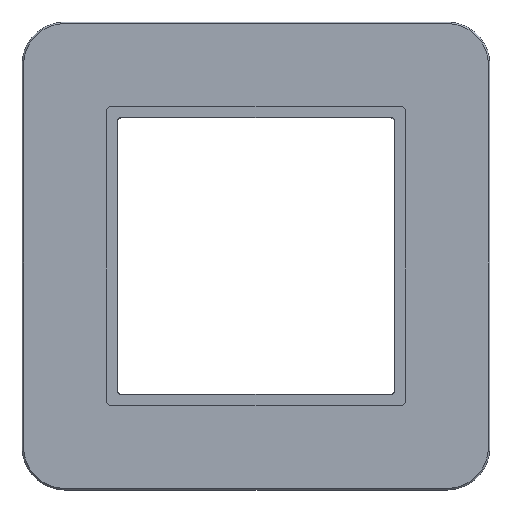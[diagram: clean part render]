
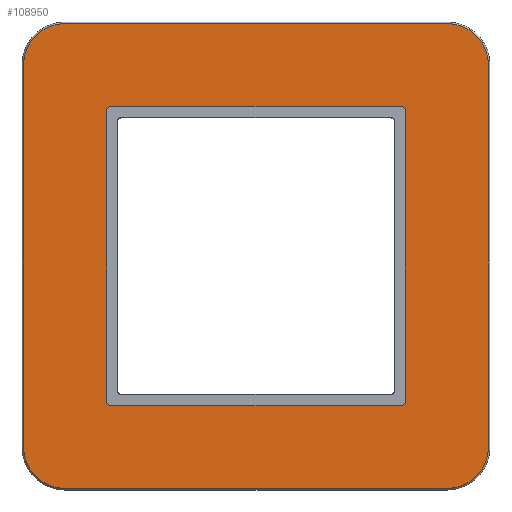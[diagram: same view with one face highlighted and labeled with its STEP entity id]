
A CAD part, top view. The second image highlights one B-rep face of the part: STEP entity #108950.
In plain terms, the highlighted face is planar.
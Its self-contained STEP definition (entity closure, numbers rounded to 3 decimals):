
#108411=DIRECTION('',(0.,0.,-1.));
#108412=VECTOR('',#108411,54.6);
#108413=CARTESIAN_POINT('',(28.1,10.,27.3));
#108414=LINE('6853',#108413,#108412);
#108418=CARTESIAN_POINT('',(27.3,10.,-27.3));
#108419=DIRECTION('',(0.,-1.,0.));
#108420=DIRECTION('',(0.,0.,-1.));
#108421=AXIS2_PLACEMENT_3D('',#108418,#108419,#108420);
#108426=DIRECTION('',(-1.,0.,0.));
#108427=VECTOR('',#108426,54.6);
#108428=CARTESIAN_POINT('',(27.3,10.,-28.1));
#108429=LINE('6854',#108428,#108427);
#108433=CARTESIAN_POINT('',(-27.3,10.,-27.3));
#108434=DIRECTION('',(0.,-1.,0.));
#108435=DIRECTION('',(-1.,0.,0.));
#108436=AXIS2_PLACEMENT_3D('',#108433,#108434,#108435);
#108441=DIRECTION('',(0.,0.,1.));
#108442=VECTOR('',#108441,54.6);
#108443=CARTESIAN_POINT('',(-28.1,10.,-27.3));
#108444=LINE('6855',#108443,#108442);
#108448=CARTESIAN_POINT('',(-27.3,10.,27.3));
#108449=DIRECTION('',(0.,-1.,0.));
#108450=DIRECTION('',(0.,0.,1.));
#108451=AXIS2_PLACEMENT_3D('',#108448,#108449,#108450);
#108456=DIRECTION('',(1.,0.,0.));
#108457=VECTOR('',#108456,54.6);
#108458=CARTESIAN_POINT('',(-27.3,10.,28.1));
#108459=LINE('6856',#108458,#108457);
#108463=CARTESIAN_POINT('',(27.3,10.,27.3));
#108464=DIRECTION('',(0.,-1.,0.));
#108465=DIRECTION('',(1.,0.,0.));
#108466=AXIS2_PLACEMENT_3D('',#108463,#108464,#108465);
#108471=DIRECTION('',(1.,0.,0.));
#108472=VECTOR('',#108471,72.);
#108473=CARTESIAN_POINT('',(-36.,10.,43.7));
#108474=LINE('5121',#108473,#108472);
#108478=CARTESIAN_POINT('',(-36.,10.,36.));
#108479=DIRECTION('',(0.,1.,0.));
#108480=DIRECTION('',(-1.,0.,0.));
#108481=AXIS2_PLACEMENT_3D('',#108478,#108479,#108480);
#108486=DIRECTION('',(0.,0.,1.));
#108487=VECTOR('',#108486,72.);
#108488=CARTESIAN_POINT('',(-43.7,10.,-36.));
#108489=LINE('5133',#108488,#108487);
#108493=CARTESIAN_POINT('',(-36.,10.,-36.));
#108494=DIRECTION('',(0.,1.,0.));
#108495=DIRECTION('',(0.,0.,-1.));
#108496=AXIS2_PLACEMENT_3D('',#108493,#108494,#108495);
#108501=DIRECTION('',(-1.,0.,0.));
#108502=VECTOR('',#108501,72.);
#108503=CARTESIAN_POINT('',(36.,10.,-43.7));
#108504=LINE('5129',#108503,#108502);
#108508=CARTESIAN_POINT('',(36.,10.,-36.));
#108509=DIRECTION('',(0.,1.,0.));
#108510=DIRECTION('',(1.,0.,0.));
#108511=AXIS2_PLACEMENT_3D('',#108508,#108509,#108510);
#108516=DIRECTION('',(0.,0.,-1.));
#108517=VECTOR('',#108516,72.);
#108518=CARTESIAN_POINT('',(43.7,10.,36.));
#108519=LINE('5125',#108518,#108517);
#108523=CARTESIAN_POINT('',(36.,10.,36.));
#108524=DIRECTION('',(0.,1.,0.));
#108525=DIRECTION('',(0.,0.,1.));
#108526=AXIS2_PLACEMENT_3D('',#108523,#108524,#108525);
#108753=CARTESIAN_POINT('',(-36.,10.,43.7));
#108754=CARTESIAN_POINT('',(36.,10.,43.7));
#108755=VERTEX_POINT('',#108753);
#108756=VERTEX_POINT('',#108754);
#108761=CARTESIAN_POINT('',(43.7,10.,36.));
#108762=VERTEX_POINT('',#108761);
#108765=CARTESIAN_POINT('',(43.7,10.,-36.));
#108766=VERTEX_POINT('',#108765);
#108769=CARTESIAN_POINT('',(36.,10.,-43.7));
#108770=VERTEX_POINT('',#108769);
#108773=CARTESIAN_POINT('',(-36.,10.,-43.7));
#108774=VERTEX_POINT('',#108773);
#108777=CARTESIAN_POINT('',(-43.7,10.,-36.));
#108778=VERTEX_POINT('',#108777);
#108781=CARTESIAN_POINT('',(-43.7,10.,36.));
#108782=VERTEX_POINT('',#108781);
#108801=CARTESIAN_POINT('',(28.1,10.,27.3));
#108802=CARTESIAN_POINT('',(28.1,10.,-27.3));
#108803=VERTEX_POINT('',#108801);
#108804=VERTEX_POINT('',#108802);
#108805=CARTESIAN_POINT('',(27.3,10.,-28.1));
#108806=CARTESIAN_POINT('',(-27.3,10.,-28.1));
#108807=VERTEX_POINT('',#108805);
#108808=VERTEX_POINT('',#108806);
#108809=CARTESIAN_POINT('',(-28.1,10.,-27.3));
#108810=CARTESIAN_POINT('',(-28.1,10.,27.3));
#108811=VERTEX_POINT('',#108809);
#108812=VERTEX_POINT('',#108810);
#108813=CARTESIAN_POINT('',(-27.3,10.,28.1));
#108814=CARTESIAN_POINT('',(27.3,10.,28.1));
#108815=VERTEX_POINT('',#108813);
#108816=VERTEX_POINT('',#108814);
#108910=CARTESIAN_POINT('',(0.,10.,0.));
#108911=DIRECTION('',(0.,1.,0.));
#108912=DIRECTION('',(0.,0.,1.));
#108913=AXIS2_PLACEMENT_3D('',#108910,#108911,#108912);
#108914=PLANE('4134',#108913);
#108916=ORIENTED_EDGE('5121',*,*,#108915,.F.);
#108918=ORIENTED_EDGE('5135',*,*,#108917,.F.);
#108920=ORIENTED_EDGE('5133',*,*,#108919,.F.);
#108922=ORIENTED_EDGE('5131',*,*,#108921,.F.);
#108924=ORIENTED_EDGE('5129',*,*,#108923,.F.);
#108926=ORIENTED_EDGE('5127',*,*,#108925,.F.);
#108928=ORIENTED_EDGE('5125',*,*,#108927,.F.);
#108929=ORIENTED_EDGE('5123',*,*,#108893,.F.);
#108930=EDGE_LOOP('4134',(#108916,#108918,#108920,#108922,#108924,#108926,
#108928,#108929));
#108931=FACE_OUTER_BOUND('4134',#108930,.F.);
#108933=ORIENTED_EDGE('6853',*,*,#108932,.T.);
#108935=ORIENTED_EDGE('6857',*,*,#108934,.F.);
#108937=ORIENTED_EDGE('6854',*,*,#108936,.T.);
#108939=ORIENTED_EDGE('6860',*,*,#108938,.F.);
#108941=ORIENTED_EDGE('6855',*,*,#108940,.T.);
#108943=ORIENTED_EDGE('6859',*,*,#108942,.F.);
#108945=ORIENTED_EDGE('6856',*,*,#108944,.T.);
#108947=ORIENTED_EDGE('6858',*,*,#108946,.F.);
#108948=EDGE_LOOP('4134',(#108933,#108935,#108937,#108939,#108941,#108943,
#108945,#108947));
#108949=FACE_BOUND('4134',#108948,.F.);
#108950=ADVANCED_FACE('4134',(#108931,#108949),#108914,.T.);
#108422=CIRCLE('6857',#108421,0.8);
#108437=CIRCLE('6860',#108436,0.8);
#108452=CIRCLE('6859',#108451,0.8);
#108467=CIRCLE('6858',#108466,0.8);
#108482=CIRCLE('5135',#108481,7.7);
#108497=CIRCLE('5131',#108496,7.7);
#108512=CIRCLE('5127',#108511,7.7);
#108527=CIRCLE('5123',#108526,7.7);
#108893=EDGE_CURVE('5123',#108756,#108762,#108527,.T.);
#108915=EDGE_CURVE('5121',#108755,#108756,#108474,.T.);
#108917=EDGE_CURVE('5135',#108782,#108755,#108482,.T.);
#108919=EDGE_CURVE('5133',#108778,#108782,#108489,.T.);
#108921=EDGE_CURVE('5131',#108774,#108778,#108497,.T.);
#108923=EDGE_CURVE('5129',#108770,#108774,#108504,.T.);
#108925=EDGE_CURVE('5127',#108766,#108770,#108512,.T.);
#108927=EDGE_CURVE('5125',#108762,#108766,#108519,.T.);
#108932=EDGE_CURVE('6853',#108803,#108804,#108414,.T.);
#108934=EDGE_CURVE('6857',#108807,#108804,#108422,.T.);
#108936=EDGE_CURVE('6854',#108807,#108808,#108429,.T.);
#108938=EDGE_CURVE('6860',#108811,#108808,#108437,.T.);
#108940=EDGE_CURVE('6855',#108811,#108812,#108444,.T.);
#108942=EDGE_CURVE('6859',#108815,#108812,#108452,.T.);
#108944=EDGE_CURVE('6856',#108815,#108816,#108459,.T.);
#108946=EDGE_CURVE('6858',#108803,#108816,#108467,.T.);
